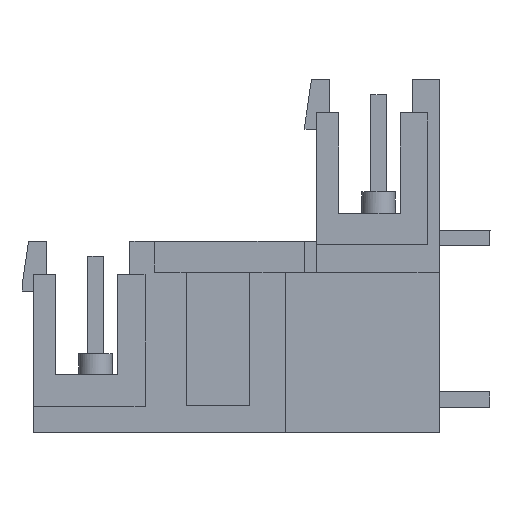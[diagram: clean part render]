
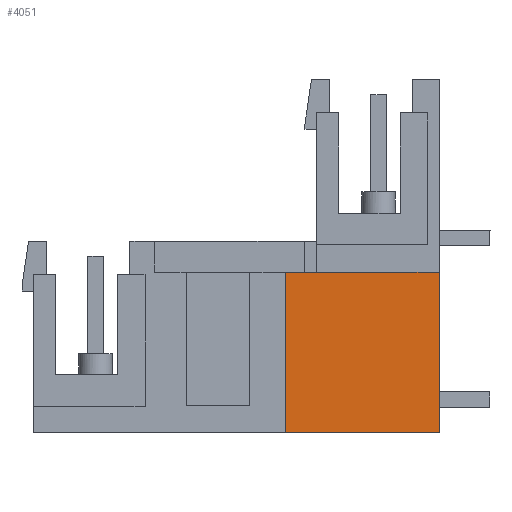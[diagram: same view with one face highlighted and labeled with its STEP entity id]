
A CAD part, left-side view. The second image highlights one B-rep face of the part: STEP entity #4051.
In plain terms, the highlighted planar face has unit normal (-1, 0, 0).
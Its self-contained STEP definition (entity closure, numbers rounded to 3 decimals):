
#4031=AXIS2_PLACEMENT_3D('Plane Axis2P3D',#4028,#4029,#4030) ;
#1786=CARTESIAN_POINT('Vertex',(2.52,3.2,10.06)) ;
#1789=CARTESIAN_POINT('Line Origine',(2.52,3.2,5.03)) ;
#1793=CARTESIAN_POINT('Vertex',(2.52,3.2,0.)) ;
#4006=CARTESIAN_POINT('Line Origine',(2.52,8.025,0.)) ;
#4010=CARTESIAN_POINT('Vertex',(2.52,12.85,0.)) ;
#4028=CARTESIAN_POINT('Axis2P3D Location',(2.52,3.2,10.06)) ;
#4033=CARTESIAN_POINT('Line Origine',(2.52,8.025,10.06)) ;
#4037=CARTESIAN_POINT('Vertex',(2.52,12.85,10.06)) ;
#4040=CARTESIAN_POINT('Line Origine',(2.52,12.85,5.03)) ;
#1790=DIRECTION('Vector Direction',(0.,0.,-1.)) ;
#4007=DIRECTION('Vector Direction',(0.,1.,0.)) ;
#4029=DIRECTION('Axis2P3D Direction',(-1.,0.,0.)) ;
#4030=DIRECTION('Axis2P3D XDirection',(0.,1.,0.)) ;
#4034=DIRECTION('Vector Direction',(0.,1.,0.)) ;
#4041=DIRECTION('Vector Direction',(0.,0.,-1.)) ;
#1791=VECTOR('Line Direction',#1790,1.) ;
#4008=VECTOR('Line Direction',#4007,1.) ;
#4035=VECTOR('Line Direction',#4034,1.) ;
#4042=VECTOR('Line Direction',#4041,1.) ;
#4046=ORIENTED_EDGE('',*,*,#1795,.F.) ;
#4047=ORIENTED_EDGE('',*,*,#4039,.T.) ;
#4048=ORIENTED_EDGE('',*,*,#4044,.T.) ;
#4049=ORIENTED_EDGE('',*,*,#4012,.F.) ;
#4051=ADVANCED_FACE('HOUSING',(#4050),#4032,.T.) ;
#1795=EDGE_CURVE('',#1787,#1794,#1792,.T.) ;
#4012=EDGE_CURVE('',#1794,#4011,#4009,.T.) ;
#4039=EDGE_CURVE('',#1787,#4038,#4036,.T.) ;
#4044=EDGE_CURVE('',#4038,#4011,#4043,.T.) ;
#4045=EDGE_LOOP('',(#4046,#4047,#4048,#4049)) ;
#4050=FACE_OUTER_BOUND('',#4045,.T.) ;
#1792=LINE('Line',#1789,#1791) ;
#4009=LINE('Line',#4006,#4008) ;
#4036=LINE('Line',#4033,#4035) ;
#4043=LINE('Line',#4040,#4042) ;
#4032=PLANE('',#4031) ;
#1787=VERTEX_POINT('',#1786) ;
#1794=VERTEX_POINT('',#1793) ;
#4011=VERTEX_POINT('',#4010) ;
#4038=VERTEX_POINT('',#4037) ;
